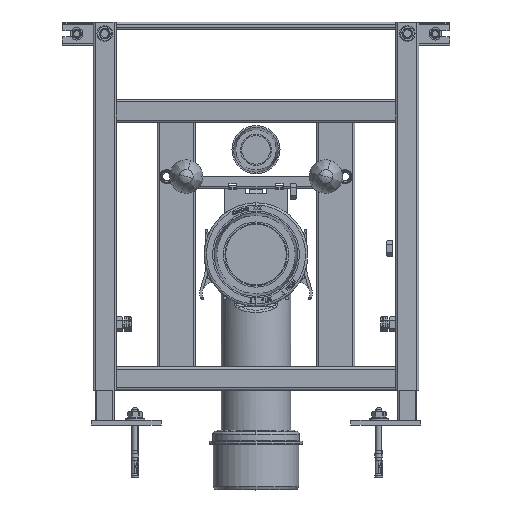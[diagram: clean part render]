
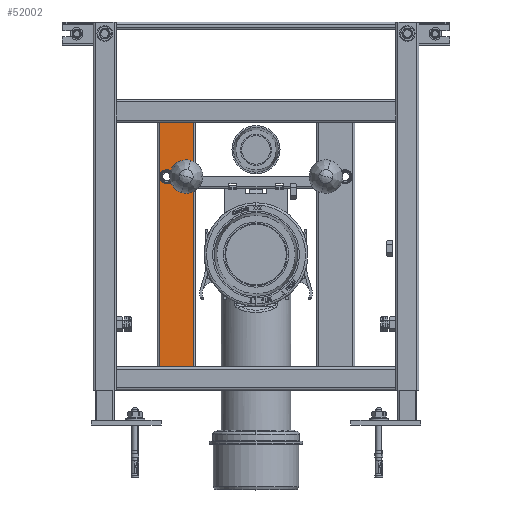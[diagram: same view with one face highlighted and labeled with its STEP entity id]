
A CAD part, top view. The second image highlights one B-rep face of the part: STEP entity #52002.
In plain terms, the highlighted planar face has unit normal (0, 0, 1).
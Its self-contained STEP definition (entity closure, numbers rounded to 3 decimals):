
#580 = FACE_OUTER_BOUND ( 'NONE', #48707, .T. ) ;
#1807 = EDGE_LOOP ( 'NONE', ( #32517, #55922 ) ) ;
#2663 = DIRECTION ( 'NONE',  ( 0., -1., 0. ) ) ;
#4305 = CARTESIAN_POINT ( 'NONE',  ( -80.5, -725., 15. ) ) ;
#9243 = AXIS2_PLACEMENT_3D ( 'NONE', #94246, #87065, #11543 ) ;
#9564 = LINE ( 'NONE', #60761, #44862 ) ;
#9918 = FACE_BOUND ( 'NONE', #83675, .T. ) ;
#11543 = DIRECTION ( 'NONE',  ( -1., 0., 0. ) ) ;
#15518 = CIRCLE ( 'NONE', #52341, 8. ) ;
#16499 = VERTEX_POINT ( 'NONE', #51583 ) ;
#17264 = CIRCLE ( 'NONE', #98233, 8. ) ;
#17639 = CARTESIAN_POINT ( 'NONE',  ( -80.5, -725., 15. ) ) ;
#19738 = EDGE_CURVE ( 'NONE', #61233, #52419, #17264, .T. ) ;
#22213 = CARTESIAN_POINT ( 'NONE',  ( -90., -795., 15. ) ) ;
#22274 = ORIENTED_EDGE ( 'NONE', *, *, #46485, .F. ) ;
#23131 = ORIENTED_EDGE ( 'NONE', *, *, #72720, .T. ) ;
#24017 = EDGE_CURVE ( 'NONE', #105557, #57287, #76965, .T. ) ;
#24501 = EDGE_CURVE ( 'NONE', #57287, #105557, #15518, .T. ) ;
#26112 = CARTESIAN_POINT ( 'NONE',  ( -80.5, -725., 15. ) ) ;
#26988 = PLANE ( 'NONE',  #9243 ) ;
#28002 = LINE ( 'NONE', #4305, #102084 ) ;
#28184 = VECTOR ( 'NONE', #66147, 1000. ) ;
#32517 = ORIENTED_EDGE ( 'NONE', *, *, #24017, .F. ) ;
#33442 = DIRECTION ( 'NONE',  ( 1., 0., 0. ) ) ;
#34145 = LINE ( 'NONE', #58430, #28184 ) ;
#36101 = ORIENTED_EDGE ( 'NONE', *, *, #19738, .F. ) ;
#38170 = DIRECTION ( 'NONE',  ( 1., 0., 0. ) ) ;
#38458 = DIRECTION ( 'NONE',  ( 0., 0., 1. ) ) ;
#41695 = CARTESIAN_POINT ( 'NONE',  ( -115., -795., 15. ) ) ;
#43133 = DIRECTION ( 'NONE',  ( 0., 1., 0. ) ) ;
#43277 = VERTEX_POINT ( 'NONE', #26112 ) ;
#44862 = VECTOR ( 'NONE', #43133, 1000. ) ;
#45120 = LINE ( 'NONE', #17639, #79222 ) ;
#46485 = EDGE_CURVE ( 'NONE', #43277, #16499, #28002, .T. ) ;
#46721 = CARTESIAN_POINT ( 'NONE',  ( -123., -795., 15. ) ) ;
#48389 = DIRECTION ( 'NONE',  ( 1., 0., 0. ) ) ;
#48707 = EDGE_LOOP ( 'NONE', ( #22274, #51143, #96201, #23131 ) ) ;
#49786 = CARTESIAN_POINT ( 'NONE',  ( -98., -795., 15. ) ) ;
#51143 = ORIENTED_EDGE ( 'NONE', *, *, #72825, .F. ) ;
#51211 = DIRECTION ( 'NONE',  ( 1., 0., 0. ) ) ;
#51583 = CARTESIAN_POINT ( 'NONE',  ( -80.5, -1040., 15. ) ) ;
#52002 = ADVANCED_FACE ( 'NONE', ( #580, #9918, #68860 ), #26988, .F. ) ;
#52341 = AXIS2_PLACEMENT_3D ( 'NONE', #41695, #108996, #33442 ) ;
#52419 = VERTEX_POINT ( 'NONE', #49786 ) ;
#55922 = ORIENTED_EDGE ( 'NONE', *, *, #24501, .F. ) ;
#57287 = VERTEX_POINT ( 'NONE', #46721 ) ;
#58397 = EDGE_CURVE ( 'NONE', #52419, #61233, #59216, .T. ) ;
#58430 = CARTESIAN_POINT ( 'NONE',  ( -80.5, -1040., 15. ) ) ;
#59216 = CIRCLE ( 'NONE', #76724, 8. ) ;
#60761 = CARTESIAN_POINT ( 'NONE',  ( -124.5, -725., 15. ) ) ;
#61233 = VERTEX_POINT ( 'NONE', #65523 ) ;
#61359 = VERTEX_POINT ( 'NONE', #103324 ) ;
#63285 = DIRECTION ( 'NONE',  ( 1., 0., 0. ) ) ;
#65523 = CARTESIAN_POINT ( 'NONE',  ( -82., -795., 15. ) ) ;
#66147 = DIRECTION ( 'NONE',  ( 1., 0., 0. ) ) ;
#67700 = CARTESIAN_POINT ( 'NONE',  ( -124.5, -1040., 15. ) ) ;
#68860 = FACE_BOUND ( 'NONE', #1807, .T. ) ;
#71244 = DIRECTION ( 'NONE',  ( 0., 0., 1. ) ) ;
#72128 = CARTESIAN_POINT ( 'NONE',  ( -107., -795., 15. ) ) ;
#72720 = EDGE_CURVE ( 'NONE', #86589, #16499, #34145, .T. ) ;
#72825 = EDGE_CURVE ( 'NONE', #61359, #43277, #45120, .T. ) ;
#76724 = AXIS2_PLACEMENT_3D ( 'NONE', #107405, #98035, #48389 ) ;
#76965 = CIRCLE ( 'NONE', #80447, 8. ) ;
#79222 = VECTOR ( 'NONE', #51211, 1000. ) ;
#80447 = AXIS2_PLACEMENT_3D ( 'NONE', #88660, #38458, #63285 ) ;
#83675 = EDGE_LOOP ( 'NONE', ( #36101, #104064 ) ) ;
#86589 = VERTEX_POINT ( 'NONE', #67700 ) ;
#87065 = DIRECTION ( 'NONE',  ( 0., 0., -1. ) ) ;
#88660 = CARTESIAN_POINT ( 'NONE',  ( -115., -795., 15. ) ) ;
#94246 = CARTESIAN_POINT ( 'NONE',  ( -80.5, -725., 15. ) ) ;
#94515 = EDGE_CURVE ( 'NONE', #86589, #61359, #9564, .T. ) ;
#96201 = ORIENTED_EDGE ( 'NONE', *, *, #94515, .F. ) ;
#98035 = DIRECTION ( 'NONE',  ( 0., 0., 1. ) ) ;
#98233 = AXIS2_PLACEMENT_3D ( 'NONE', #22213, #71244, #38170 ) ;
#102084 = VECTOR ( 'NONE', #2663, 1000. ) ;
#103324 = CARTESIAN_POINT ( 'NONE',  ( -124.5, -725., 15. ) ) ;
#104064 = ORIENTED_EDGE ( 'NONE', *, *, #58397, .F. ) ;
#105557 = VERTEX_POINT ( 'NONE', #72128 ) ;
#107405 = CARTESIAN_POINT ( 'NONE',  ( -90., -795., 15. ) ) ;
#108996 = DIRECTION ( 'NONE',  ( 0., 0., 1. ) ) ;
